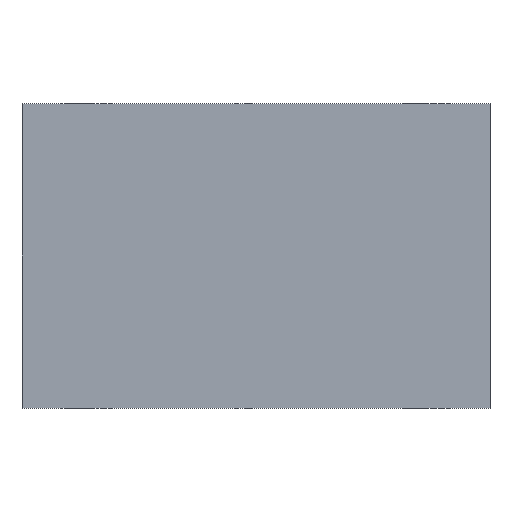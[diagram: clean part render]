
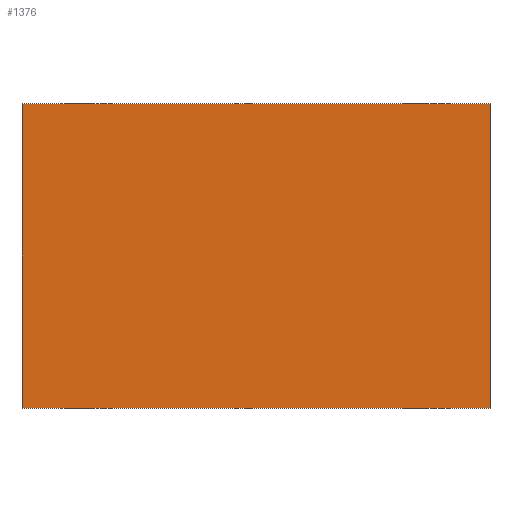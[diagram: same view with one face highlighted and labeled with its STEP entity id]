
A CAD part, front view. The second image highlights one B-rep face of the part: STEP entity #1376.
In plain terms, the highlighted planar face has unit normal (0, -1, 0).
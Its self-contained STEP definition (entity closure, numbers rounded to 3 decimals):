
#96=LINE('',#2186,#203);
#119=LINE('',#2260,#226);
#122=LINE('',#2270,#229);
#123=LINE('',#2274,#230);
#203=VECTOR('',#1704,1000.);
#226=VECTOR('',#1761,1000.);
#229=VECTOR('',#1770,1000.);
#230=VECTOR('',#1775,1000.);
#377=ORIENTED_EDGE('',*,*,#757,.T.);
#378=ORIENTED_EDGE('',*,*,#759,.F.);
#379=ORIENTED_EDGE('',*,*,#752,.F.);
#380=ORIENTED_EDGE('',*,*,#716,.T.);
#716=EDGE_CURVE('',#908,#907,#96,.T.);
#752=EDGE_CURVE('',#908,#940,#119,.T.);
#757=EDGE_CURVE('',#907,#945,#122,.T.);
#759=EDGE_CURVE('',#940,#945,#123,.T.);
#907=VERTEX_POINT('',#2185);
#908=VERTEX_POINT('',#2187);
#940=VERTEX_POINT('',#2257);
#945=VERTEX_POINT('',#2269);
#1107=EDGE_LOOP('',(#377,#378,#379,#380));
#1226=FACE_BOUND('',#1107,.T.);
#1335=PLANE('',#1510);
#1376=ADVANCED_FACE('',(#1226),#1335,.F.);
#1510=AXIS2_PLACEMENT_3D('',#2273,#1773,#1774);
#1704=DIRECTION('',(0.,0.,-1.));
#1761=DIRECTION('',(1.,0.,0.));
#1770=DIRECTION('',(1.,0.,0.));
#1773=DIRECTION('',(0.,1.,0.));
#1774=DIRECTION('',(0.,0.,1.));
#1775=DIRECTION('',(0.,0.,-1.));
#2185=CARTESIAN_POINT('',(-40.,0.,-26.));
#2186=CARTESIAN_POINT('',(-40.,0.,26.));
#2187=CARTESIAN_POINT('',(-40.,0.,26.));
#2257=CARTESIAN_POINT('',(40.,0.,26.));
#2260=CARTESIAN_POINT('',(-40.,0.,26.));
#2269=CARTESIAN_POINT('',(40.,0.,-26.));
#2270=CARTESIAN_POINT('',(-40.,0.,-26.));
#2273=CARTESIAN_POINT('',(-40.,0.,26.));
#2274=CARTESIAN_POINT('',(40.,0.,26.));
